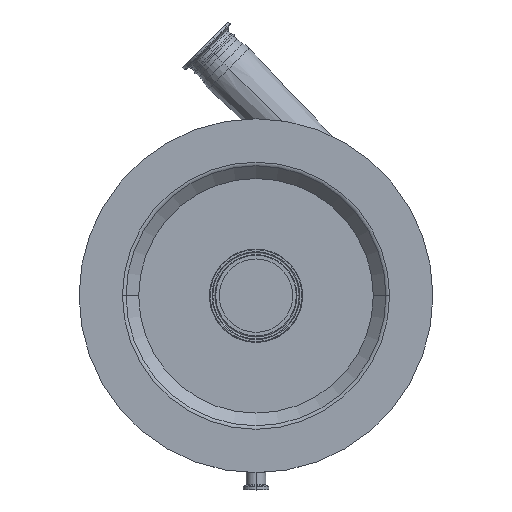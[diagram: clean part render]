
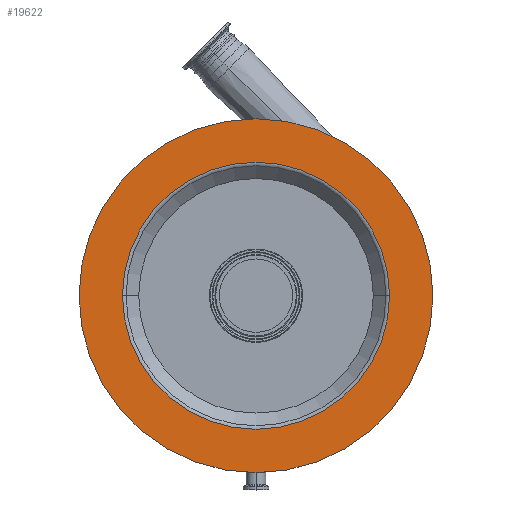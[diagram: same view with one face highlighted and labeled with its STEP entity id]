
A CAD part, top view. The second image highlights one B-rep face of the part: STEP entity #19622.
In plain terms, the highlighted planar face has unit normal (0, 0, 1).
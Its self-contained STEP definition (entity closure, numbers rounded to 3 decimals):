
#102 = CIRCLE ( 'NONE', #2744, 132.071 ) ;
#236 = FACE_BOUND ( 'NONE', #3629, .T. ) ;
#1114 = DIRECTION ( 'NONE',  ( -1., 0., 0. ) ) ;
#1808 = ORIENTED_EDGE ( 'NONE', *, *, #9541, .T. ) ;
#2744 = AXIS2_PLACEMENT_3D ( 'NONE', #10916, #20166, #7616 ) ;
#3041 = CARTESIAN_POINT ( 'NONE',  ( 0., 0., 67. ) ) ;
#3629 = EDGE_LOOP ( 'NONE', ( #17500, #1808 ) ) ;
#3797 = AXIS2_PLACEMENT_3D ( 'NONE', #5084, #8076, #12713 ) ;
#4445 = CARTESIAN_POINT ( 'NONE',  ( 0., 0., 67. ) ) ;
#4882 = CARTESIAN_POINT ( 'NONE',  ( 132.071, 0., 67. ) ) ;
#5084 = CARTESIAN_POINT ( 'NONE',  ( 0., 175., 67. ) ) ;
#5190 = FACE_OUTER_BOUND ( 'NONE', #6638, .T. ) ;
#6638 = EDGE_LOOP ( 'NONE', ( #12556, #8936 ) ) ;
#7089 = EDGE_CURVE ( 'NONE', #12480, #17446, #10838, .T. ) ;
#7230 = CIRCLE ( 'NONE', #12158, 175. ) ;
#7376 = CARTESIAN_POINT ( 'NONE',  ( -132.071, 0., 67. ) ) ;
#7616 = DIRECTION ( 'NONE',  ( -1., 0., 0. ) ) ;
#7684 = DIRECTION ( 'NONE',  ( 0., 0., -1. ) ) ;
#7797 = EDGE_CURVE ( 'NONE', #18994, #13013, #7230, .T. ) ;
#8076 = DIRECTION ( 'NONE',  ( 0., 0., -1. ) ) ;
#8681 = CIRCLE ( 'NONE', #11656, 175. ) ;
#8936 = ORIENTED_EDGE ( 'NONE', *, *, #7797, .F. ) ;
#9191 = AXIS2_PLACEMENT_3D ( 'NONE', #4445, #10761, #13938 ) ;
#9541 = EDGE_CURVE ( 'NONE', #17446, #12480, #102, .T. ) ;
#10106 = EDGE_CURVE ( 'NONE', #13013, #18994, #8681, .T. ) ;
#10761 = DIRECTION ( 'NONE',  ( 0., 0., -1. ) ) ;
#10838 = CIRCLE ( 'NONE', #9191, 132.071 ) ;
#10916 = CARTESIAN_POINT ( 'NONE',  ( 0., 0., 67. ) ) ;
#11293 = CARTESIAN_POINT ( 'NONE',  ( 175., 0., 67. ) ) ;
#11656 = AXIS2_PLACEMENT_3D ( 'NONE', #3041, #7684, #18787 ) ;
#12158 = AXIS2_PLACEMENT_3D ( 'NONE', #12245, #18211, #1114 ) ;
#12180 = CARTESIAN_POINT ( 'NONE',  ( -175., 0., 67. ) ) ;
#12245 = CARTESIAN_POINT ( 'NONE',  ( 0., 0., 67. ) ) ;
#12480 = VERTEX_POINT ( 'NONE', #7376 ) ;
#12556 = ORIENTED_EDGE ( 'NONE', *, *, #10106, .F. ) ;
#12713 = DIRECTION ( 'NONE',  ( -1., 0., 0. ) ) ;
#13013 = VERTEX_POINT ( 'NONE', #12180 ) ;
#13938 = DIRECTION ( 'NONE',  ( -1., 0., 0. ) ) ;
#16007 = PLANE ( 'NONE',  #3797 ) ;
#17446 = VERTEX_POINT ( 'NONE', #4882 ) ;
#17500 = ORIENTED_EDGE ( 'NONE', *, *, #7089, .T. ) ;
#18211 = DIRECTION ( 'NONE',  ( 0., 0., -1. ) ) ;
#18787 = DIRECTION ( 'NONE',  ( -1., 0., 0. ) ) ;
#18994 = VERTEX_POINT ( 'NONE', #11293 ) ;
#19622 = ADVANCED_FACE ( 'NONE', ( #236, #5190 ), #16007, .F. ) ;
#20166 = DIRECTION ( 'NONE',  ( 0., 0., -1. ) ) ;
